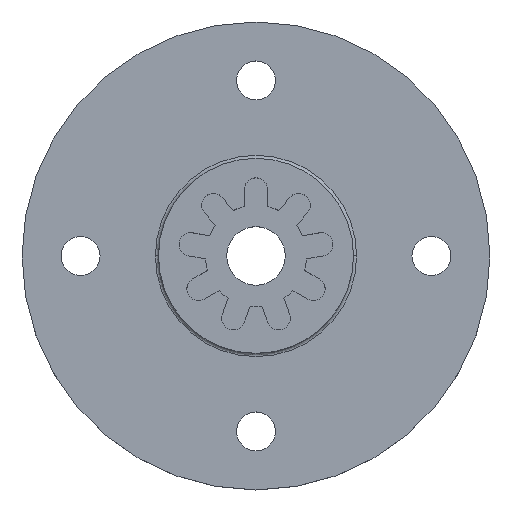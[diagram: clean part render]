
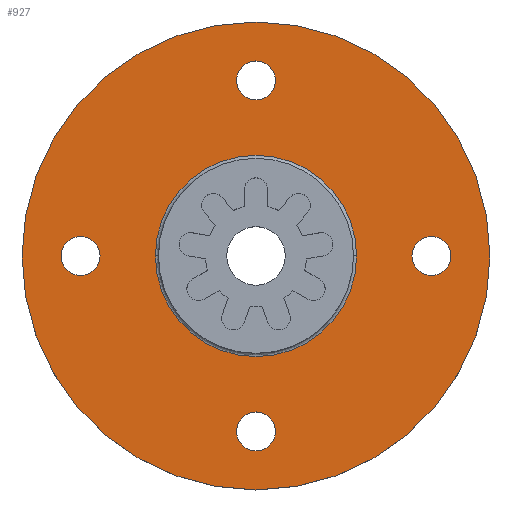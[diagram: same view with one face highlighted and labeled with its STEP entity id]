
A CAD part, top view. The second image highlights one B-rep face of the part: STEP entity #927.
In plain terms, the highlighted planar face has unit normal (0, 0, 1).
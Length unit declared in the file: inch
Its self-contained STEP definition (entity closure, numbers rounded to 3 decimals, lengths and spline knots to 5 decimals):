
#138=CARTESIAN_POINT('',(-1.5,0.,0.125));
#139=VERTEX_POINT('',#138);
#155=CARTESIAN_POINT('',(1.5,0.,0.125));
#156=VERTEX_POINT('',#155);
#163=CARTESIAN_POINT('',(0.0,0.0,0.125));
#164=DIRECTION('',(0.0,0.0,-1.0));
#165=DIRECTION('',(-1.0,0.0,0.0));
#166=AXIS2_PLACEMENT_3D('',#163,#164,#165);
#167=CIRCLE('',#166,1.5);
#168=EDGE_CURVE('',#156,#139,#167,.T.);
#201=CARTESIAN_POINT('',(0.125,1.125,0.125));
#202=VERTEX_POINT('',#201);
#218=CARTESIAN_POINT('',(-0.125,1.125,0.125));
#219=VERTEX_POINT('',#218);
#226=CARTESIAN_POINT('',(0.,1.125,0.125));
#227=DIRECTION('',(0.0,0.0,-1.0));
#228=DIRECTION('',(1.0,0.0,0.0));
#229=AXIS2_PLACEMENT_3D('',#226,#227,#228);
#230=CIRCLE('',#229,0.125);
#231=EDGE_CURVE('',#202,#219,#230,.T.);
#264=CARTESIAN_POINT('',(1.125,-0.125,0.125));
#265=VERTEX_POINT('',#264);
#281=CARTESIAN_POINT('',(1.125,0.125,0.125));
#282=VERTEX_POINT('',#281);
#289=CARTESIAN_POINT('',(1.125,0.,0.125));
#290=DIRECTION('',(0.0,0.0,-1.0));
#291=DIRECTION('',(0.0,-1.0,0.0));
#292=AXIS2_PLACEMENT_3D('',#289,#290,#291);
#293=CIRCLE('',#292,0.125);
#294=EDGE_CURVE('',#265,#282,#293,.T.);
#327=CARTESIAN_POINT('',(-1.125,0.125,0.125));
#328=VERTEX_POINT('',#327);
#344=CARTESIAN_POINT('',(-1.125,-0.125,0.125));
#345=VERTEX_POINT('',#344);
#352=CARTESIAN_POINT('',(-1.125,0.,0.125));
#353=DIRECTION('',(0.0,0.0,-1.0));
#354=DIRECTION('',(0.0,1.0,0.0));
#355=AXIS2_PLACEMENT_3D('',#352,#353,#354);
#356=CIRCLE('',#355,0.125);
#357=EDGE_CURVE('',#328,#345,#356,.T.);
#390=CARTESIAN_POINT('',(-0.125,-1.125,0.125));
#391=VERTEX_POINT('',#390);
#407=CARTESIAN_POINT('',(0.125,-1.125,0.125));
#408=VERTEX_POINT('',#407);
#415=CARTESIAN_POINT('',(0.,-1.125,0.125));
#416=DIRECTION('',(0.0,0.0,-1.0));
#417=DIRECTION('',(-1.0,0.0,0.0));
#418=AXIS2_PLACEMENT_3D('',#415,#416,#417);
#419=CIRCLE('',#418,0.125);
#420=EDGE_CURVE('',#391,#408,#419,.T.);
#749=CARTESIAN_POINT('',(0.645,0.,0.125));
#750=VERTEX_POINT('',#749);
#759=CARTESIAN_POINT('',(-0.645,0.,0.125));
#760=VERTEX_POINT('',#759);
#768=CARTESIAN_POINT('',(0.0,0.0,0.125));
#769=DIRECTION('',(0.0,0.0,1.0));
#770=DIRECTION('',(-1.0,0.0,0.0));
#771=AXIS2_PLACEMENT_3D('',#768,#769,#770);
#772=CIRCLE('',#771,0.645);
#773=EDGE_CURVE('',#760,#750,#772,.T.);
#832=CARTESIAN_POINT('',(0.0,0.0,0.125));
#833=DIRECTION('',(0.0,0.0,1.0));
#834=DIRECTION('',(-1.0,0.0,0.0));
#835=AXIS2_PLACEMENT_3D('',#832,#833,#834);
#836=CIRCLE('',#835,0.645);
#837=EDGE_CURVE('',#750,#760,#836,.T.);
#868=CARTESIAN_POINT('',(0.13636,0.,0.125));
#869=DIRECTION('',(0.0,0.0,1.0));
#870=DIRECTION('',(1.0,0.0,0.0));
#871=AXIS2_PLACEMENT_3D('',#868,#869,#870);
#872=PLANE('',#871);
#873=ORIENTED_EDGE('',*,*,#168,.F.);
#874=CARTESIAN_POINT('',(0.0,0.0,0.125));
#875=DIRECTION('',(0.0,0.0,-1.0));
#876=DIRECTION('',(-1.0,0.0,0.0));
#877=AXIS2_PLACEMENT_3D('',#874,#875,#876);
#878=CIRCLE('',#877,1.5);
#879=EDGE_CURVE('',#139,#156,#878,.T.);
#880=ORIENTED_EDGE('',*,*,#879,.F.);
#881=EDGE_LOOP('',(#873,#880));
#882=FACE_OUTER_BOUND('',#881,.T.);
#883=ORIENTED_EDGE('',*,*,#420,.T.);
#884=CARTESIAN_POINT('',(0.,-1.125,0.125));
#885=DIRECTION('',(0.0,0.0,-1.0));
#886=DIRECTION('',(-1.0,0.0,0.0));
#887=AXIS2_PLACEMENT_3D('',#884,#885,#886);
#888=CIRCLE('',#887,0.125);
#889=EDGE_CURVE('',#408,#391,#888,.T.);
#890=ORIENTED_EDGE('',*,*,#889,.T.);
#891=EDGE_LOOP('',(#883,#890));
#892=FACE_BOUND('',#891,.T.);
#893=ORIENTED_EDGE('',*,*,#357,.T.);
#894=CARTESIAN_POINT('',(-1.125,0.,0.125));
#895=DIRECTION('',(0.0,0.0,-1.0));
#896=DIRECTION('',(0.0,1.0,0.0));
#897=AXIS2_PLACEMENT_3D('',#894,#895,#896);
#898=CIRCLE('',#897,0.125);
#899=EDGE_CURVE('',#345,#328,#898,.T.);
#900=ORIENTED_EDGE('',*,*,#899,.T.);
#901=EDGE_LOOP('',(#893,#900));
#902=FACE_BOUND('',#901,.T.);
#903=ORIENTED_EDGE('',*,*,#294,.T.);
#904=CARTESIAN_POINT('',(1.125,0.,0.125));
#905=DIRECTION('',(0.0,0.0,-1.0));
#906=DIRECTION('',(0.0,-1.0,0.0));
#907=AXIS2_PLACEMENT_3D('',#904,#905,#906);
#908=CIRCLE('',#907,0.125);
#909=EDGE_CURVE('',#282,#265,#908,.T.);
#910=ORIENTED_EDGE('',*,*,#909,.T.);
#911=EDGE_LOOP('',(#903,#910));
#912=FACE_BOUND('',#911,.T.);
#913=ORIENTED_EDGE('',*,*,#231,.T.);
#914=CARTESIAN_POINT('',(0.,1.125,0.125));
#915=DIRECTION('',(0.0,0.0,-1.0));
#916=DIRECTION('',(1.0,0.0,0.0));
#917=AXIS2_PLACEMENT_3D('',#914,#915,#916);
#918=CIRCLE('',#917,0.125);
#919=EDGE_CURVE('',#219,#202,#918,.T.);
#920=ORIENTED_EDGE('',*,*,#919,.T.);
#921=EDGE_LOOP('',(#913,#920));
#922=FACE_BOUND('',#921,.T.);
#923=ORIENTED_EDGE('',*,*,#837,.F.);
#924=ORIENTED_EDGE('',*,*,#773,.F.);
#925=EDGE_LOOP('',(#923,#924));
#926=FACE_BOUND('',#925,.T.);
#927=ADVANCED_FACE('',(#882,#892,#902,#912,#922,#926),#872,.T.);
